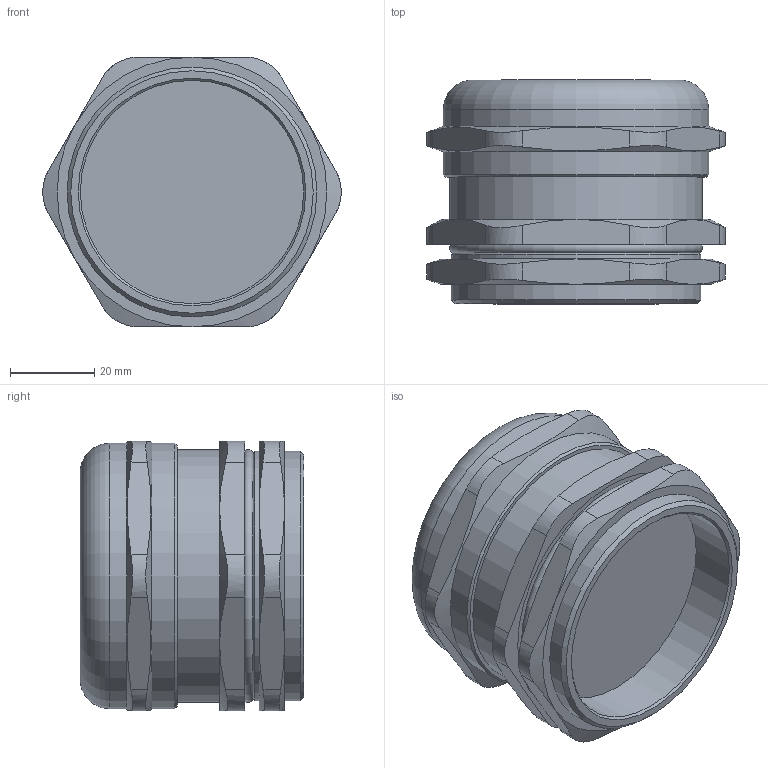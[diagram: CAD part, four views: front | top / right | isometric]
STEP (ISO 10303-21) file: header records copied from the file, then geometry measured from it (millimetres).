
FILE_DESCRIPTION(/* description */ ('','CAx-IF Rec.Pracs.---Representation and Presentation of Product Manufacturing Information (PMI)---4.0---2014-10-13'),/* implementation_level */ '2;1');
FILE_NAME(/* name */ 'ЗЭТАРУС PG48 (37-44 мм).stp',/* time_stamp */ '2023-02-13T10:18:30+07:00',/* author */ ('zeta-09'),/* organization */ (''),/* preprocessor_version */ 'ST-DEVELOPER v18.1',/* originating_system */ 'Autodesk Inventor 2021',/* authorisation */ '');
FILE_SCHEMA (('AP242_MANAGED_MODEL_BASED_3D_ENGINEERING_MIM_LF { 1 0 10303 442 1 1 4 }'));
Length unit declared in the file: millimetre
Products named in the file (1): Деталь2
Bounding box: 70.81 x 53.08 x 64 mm (x, y, z)
Volume: 137858.3 mm3; surface area: 31436.6 mm2
Topology: 1 solids, 5 shells, 82 faces, 190 edges, 121 vertices
Faces by surface type: plane 31, cylinder 24, cone 24, torus 3
Full cylindrical faces by diameter (mm): 53 x1, 59.3 x2, 60 x1, 63 x2
Entity records: 2825 total; most frequent: CARTESIAN_POINT 899, ORIENTED_EDGE 376, DIRECTION 358, EDGE_CURVE 190, AXIS2_PLACEMENT_3D 152, VERTEX_POINT 121, EDGE_LOOP 89, FACE_OUTER_BOUND 82
